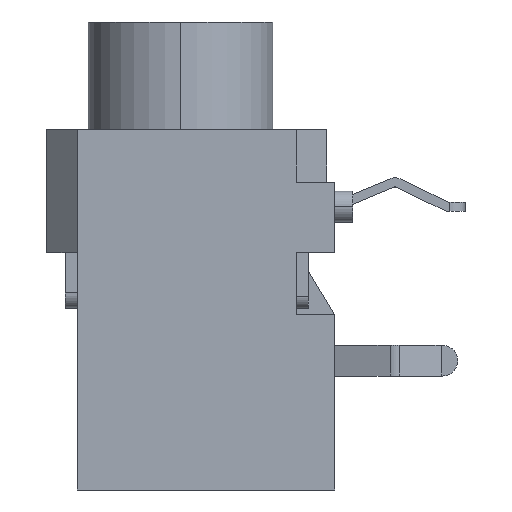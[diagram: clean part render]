
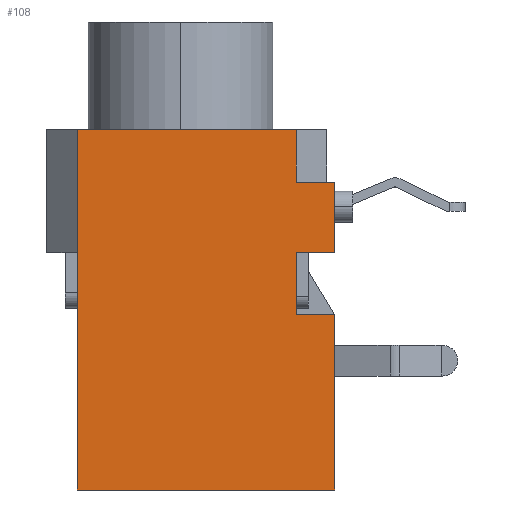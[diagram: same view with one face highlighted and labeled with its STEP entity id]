
A CAD part, left-side view. The second image highlights one B-rep face of the part: STEP entity #108.
In plain terms, the highlighted planar face has unit normal (-1, 0, 0).
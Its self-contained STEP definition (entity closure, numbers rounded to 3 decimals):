
#108=ADVANCED_FACE('',(#857),#858,.T.);
#857=FACE_OUTER_BOUND('',#2326,.T.);
#858=PLANE('',#2327);
#2326=EDGE_LOOP('',(#4124,#4125,#4126,#4127,#4128,#4129,#4130,#4131,#4132,#4133,#4134));
#2327=AXIS2_PLACEMENT_3D('',#4135,#4136,#4137);
#4124=ORIENTED_EDGE('',*,*,#9608,.T.);
#4125=ORIENTED_EDGE('',*,*,#9609,.F.);
#4126=ORIENTED_EDGE('',*,*,#9610,.F.);
#4127=ORIENTED_EDGE('',*,*,#9611,.F.);
#4128=ORIENTED_EDGE('',*,*,#9409,.F.);
#4129=ORIENTED_EDGE('',*,*,#9612,.T.);
#4130=ORIENTED_EDGE('',*,*,#9613,.F.);
#4131=ORIENTED_EDGE('',*,*,#9614,.T.);
#4132=ORIENTED_EDGE('',*,*,#9615,.F.);
#4133=ORIENTED_EDGE('',*,*,#9616,.T.);
#4134=ORIENTED_EDGE('',*,*,#9576,.T.);
#4135=CARTESIAN_POINT('',(-6.0,9.1,0.0));
#4136=DIRECTION('',(-1.0,0.0,0.0));
#4137=DIRECTION('',(0.0,0.0,1.0));
#9409=EDGE_CURVE('',#11305,#11307,#11308,.T.);
#9576=EDGE_CURVE('',#11600,#11598,#11601,.T.);
#9608=EDGE_CURVE('',#11598,#11651,#11653,.T.);
#9609=EDGE_CURVE('',#11654,#11651,#11655,.T.);
#9610=EDGE_CURVE('',#11656,#11654,#11657,.T.);
#9611=EDGE_CURVE('',#11307,#11656,#11658,.T.);
#9612=EDGE_CURVE('',#11305,#11659,#11660,.T.);
#9613=EDGE_CURVE('',#11661,#11659,#11662,.T.);
#9614=EDGE_CURVE('',#11661,#11663,#11664,.T.);
#9615=EDGE_CURVE('',#11665,#11663,#11666,.T.);
#9616=EDGE_CURVE('',#11665,#11600,#11667,.T.);
#11305=VERTEX_POINT('',#14440);
#11307=VERTEX_POINT('',#14443);
#11308=LINE('',#14444,#14445);
#11598=VERTEX_POINT('',#14897);
#11600=VERTEX_POINT('',#14900);
#11601=LINE('',#14901,#14902);
#11651=VERTEX_POINT('',#14979);
#11653=LINE('',#14982,#14983);
#11654=VERTEX_POINT('',#14984);
#11655=LINE('',#14985,#14986);
#11656=VERTEX_POINT('',#14987);
#11657=LINE('',#14988,#14989);
#11658=LINE('',#14990,#14991);
#11659=VERTEX_POINT('',#14992);
#11660=LINE('',#14993,#14994);
#11661=VERTEX_POINT('',#14995);
#11662=LINE('',#14996,#14997);
#11663=VERTEX_POINT('',#14998);
#11664=LINE('',#14999,#15000);
#11665=VERTEX_POINT('',#15001);
#11666=LINE('',#15002,#15003);
#11667=LINE('',#15004,#15005);
#14440=CARTESIAN_POINT('',(-6.0,8.1,0.0));
#14443=CARTESIAN_POINT('',(-6.0,1.0,0.0));
#14444=CARTESIAN_POINT('',(-6.0,8.1,0.0));
#14445=VECTOR('',#19373,7.1);
#14897=CARTESIAN_POINT('',(-6.0,1.0,-4.0));
#14900=CARTESIAN_POINT('',(-6.0,1.0,-6.0));
#14901=CARTESIAN_POINT('',(-6.0,1.0,-6.0));
#14902=VECTOR('',#19618,2.0);
#14979=CARTESIAN_POINT('',(-6.0,-0.25,-4.0));
#14982=CARTESIAN_POINT('',(-6.0,1.0,-4.0));
#14983=VECTOR('',#19656,1.25);
#14984=CARTESIAN_POINT('',(-6.0,-0.25,-1.7));
#14985=CARTESIAN_POINT('',(-6.0,-0.25,-1.7));
#14986=VECTOR('',#19657,2.3);
#14987=CARTESIAN_POINT('',(-6.0,1.0,-1.7));
#14988=CARTESIAN_POINT('',(-6.0,1.0,-1.7));
#14989=VECTOR('',#19658,1.25);
#14990=CARTESIAN_POINT('',(-6.0,1.0,0.0));
#14991=VECTOR('',#19659,1.7);
#14992=CARTESIAN_POINT('',(-6.0,8.1,-4.0));
#14993=CARTESIAN_POINT('',(-6.0,8.1,0.0));
#14994=VECTOR('',#19660,4.0);
#14995=CARTESIAN_POINT('',(-6.0,8.1,-11.7));
#14996=CARTESIAN_POINT('',(-6.0,8.1,-11.7));
#14997=VECTOR('',#19661,7.7);
#14998=CARTESIAN_POINT('',(-6.0,-0.25,-11.7));
#14999=CARTESIAN_POINT('',(-6.0,8.1,-11.7));
#15000=VECTOR('',#19662,8.35);
#15001=CARTESIAN_POINT('',(-6.0,-0.25,-6.0));
#15002=CARTESIAN_POINT('',(-6.0,-0.25,-6.0));
#15003=VECTOR('',#19663,5.7);
#15004=CARTESIAN_POINT('',(-6.0,-0.25,-6.0));
#15005=VECTOR('',#19664,1.25);
#19373=DIRECTION('',(0.0,-1.0,0.0));
#19618=DIRECTION('',(0.0,0.0,1.0));
#19656=DIRECTION('',(0.0,-1.0,0.0));
#19657=DIRECTION('',(0.0,0.0,-1.0));
#19658=DIRECTION('',(0.0,-1.0,0.0));
#19659=DIRECTION('',(0.0,0.0,-1.0));
#19660=DIRECTION('',(0.0,0.0,-1.0));
#19661=DIRECTION('',(0.0,0.0,1.0));
#19662=DIRECTION('',(0.0,-1.0,0.0));
#19663=DIRECTION('',(0.0,0.0,-1.0));
#19664=DIRECTION('',(0.0,1.0,0.0));
